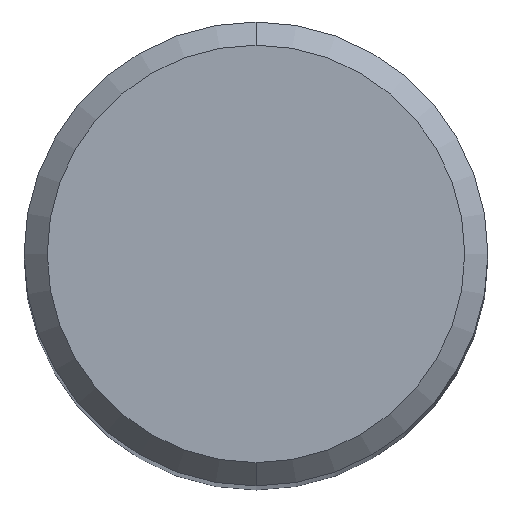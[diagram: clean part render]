
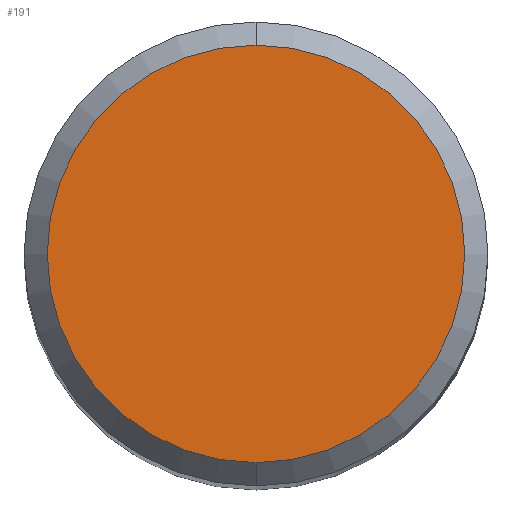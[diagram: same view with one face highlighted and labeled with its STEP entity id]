
A CAD part, top view. The second image highlights one B-rep face of the part: STEP entity #191.
In plain terms, the highlighted planar face has unit normal (0, 0, 1).
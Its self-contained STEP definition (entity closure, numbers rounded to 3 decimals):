
#101=EDGE_CURVE('',#131,#107,#253,.T.);
#107=VERTEX_POINT('',#259);
#131=VERTEX_POINT('',#286);
#191=ADVANCED_FACE('',(#353),#354,.T.);
#217=EDGE_CURVE('',#107,#131,#384,.T.);
#253=CIRCLE('',#414,3.6);
#259=CARTESIAN_POINT('',(0.,-3.6,0.0));
#286=CARTESIAN_POINT('',(0.0,3.6,0.0));
#353=FACE_OUTER_BOUND('',#540,.T.);
#354=PLANE('',#541);
#384=CIRCLE('',#582,3.6);
#414=AXIS2_PLACEMENT_3D('',#607,#608,#609);
#540=EDGE_LOOP('',(#725,#726));
#541=AXIS2_PLACEMENT_3D('',#727,#728,#729);
#582=AXIS2_PLACEMENT_3D('',#775,#776,#777);
#607=CARTESIAN_POINT('',(0.0,0.0,0.0));
#608=DIRECTION('',(0.0,0.0,-1.0));
#609=DIRECTION('',(0.0,1.0,0.0));
#725=ORIENTED_EDGE('',*,*,#101,.F.);
#726=ORIENTED_EDGE('',*,*,#217,.F.);
#727=CARTESIAN_POINT('',(0.0,1.8,0.0));
#728=DIRECTION('',(-0.0,0.0,1.0));
#729=DIRECTION('',(0.0,-1.0,0.0));
#775=CARTESIAN_POINT('',(0.0,0.0,0.0));
#776=DIRECTION('',(0.0,0.0,-1.0));
#777=DIRECTION('',(0.0,1.0,0.0));
